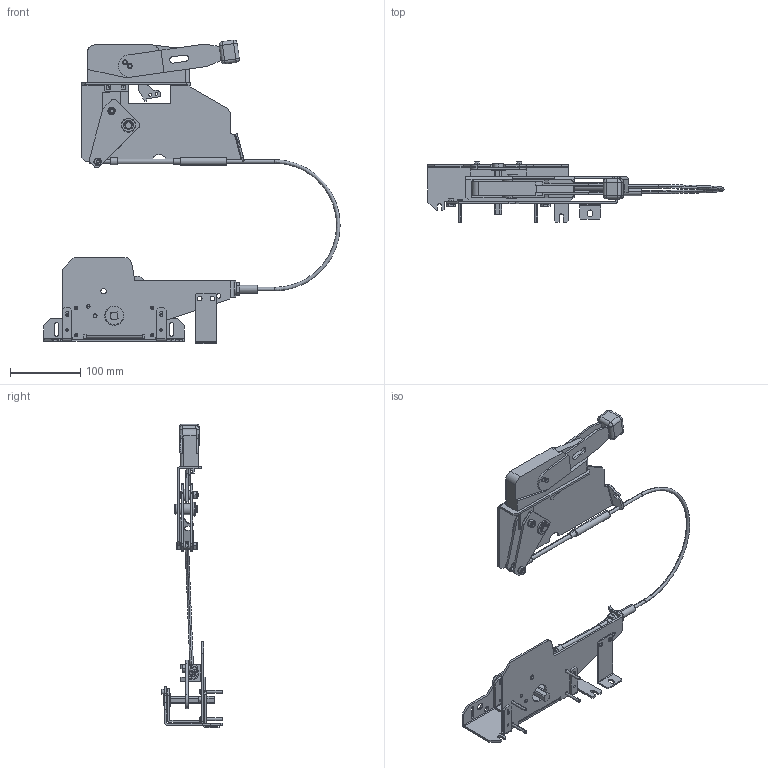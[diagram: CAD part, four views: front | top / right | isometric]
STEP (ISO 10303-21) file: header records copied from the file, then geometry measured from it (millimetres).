
FILE_DESCRIPTION (( 'STEP AP214' ), '1' );
FILE_NAME ('37299903.step', '2016-05-09T12:24:20', ( '' ), ( '' ), 'SwSTEP 2.0', 'SolidWorks 2015', '' );
FILE_SCHEMA (( 'AUTOMOTIVE_DESIGN' ));
Length unit declared in the file: inch
Products named in the file (1): 37299903
Bounding box: 422 x 87.1 x 432.9 mm (x, y, z)
Volume: 490303.2 mm3; surface area: 267277.4 mm2
Topology: 49 solids, 49 shells, 1007 faces, 2537 edges, 1649 vertices
Faces by surface type: plane 467, cylinder 432, cone 56, bspline 52
Entity records: 34590 total; most frequent: CARTESIAN_POINT 8745, DIRECTION 5274, ORIENTED_EDGE 5054, EDGE_CURVE 2527, AXIS2_PLACEMENT_3D 1961, VERTEX_POINT 1649, VECTOR 1352, LINE 1352
